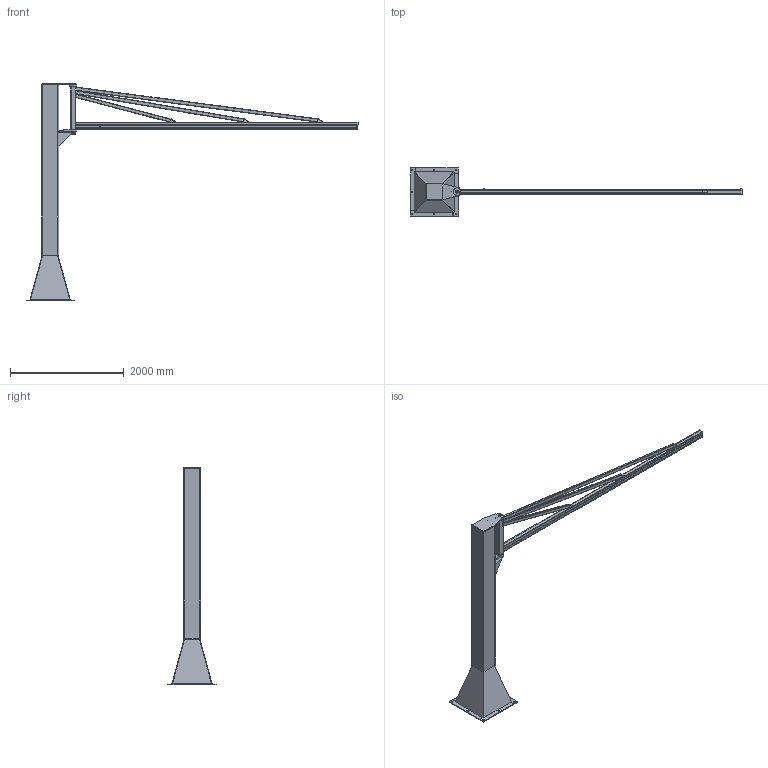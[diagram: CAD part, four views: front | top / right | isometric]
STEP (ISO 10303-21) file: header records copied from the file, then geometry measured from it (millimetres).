
FILE_DESCRIPTION(('STEP AP214'),'1');
FILE_NAME('PMH Pelarsvängkran Oden 500-5.stp','2013-08-15T14:36:59',(' '),(' '),'Spatial InterOp 3D',' ',' ');
FILE_SCHEMA(('automotive_design'));
Length unit declared in the file: millimetre
Products named in the file (66): O0500-5; Lagerbox V; KKR; Profil 6; Kil IV _ V; Kil Sida IV / V; Kil Ovansida IV / V; _ndstopp Profil 6; Hydraulrör, L=70; Polyfjäder 32s/12; Bultf_rband M10x100; M6S M10x100; DIN_985 M10; UNP80; PMH Pelarsvangkran Oden 500-5; Pelarfot V; Sida Pelarfot V; Plattstål Pelarfot V; Pelare V; KKR-profil 300; Förstärkningsplåt V; Undre Fästöra V; Övre Fästöra V; Axel V; Axelkant V; Distansbricka V; Hylsa V; Bultf_rband M8x70; M6S M8x70; DIN_985 M8; Broms Pelare V; Bromsback V; Bolt Assembly; Gängstång M10x150; M6M M10; Tryckfjäder Ø14/10,5, L=55
Assembly tree (65 placements, depth 5):
  PMH Pelarsvangkran Oden 500-5
    O0500-5
      Lagerbox V
      Lagerbox V
      KKR
      Profil 6
      Kil IV _ V
        Kil Sida IV / V
        Kil Sida IV / V
        Kil Ovansida IV / V
      Kil IV _ V
        Kil Sida IV / V
        Kil Sida IV / V
        Kil Ovansida IV / V
      Kil IV _ V
        Kil Sida IV / V
        Kil Sida IV / V
        Kil Ovansida IV / V
      _ndstopp Profil 6
        Hydraulrör, L=70
        Polyfjäder 32s/12
        Bultf_rband M10x100
          M6S M10x100
          DIN_985 M10
      Bultf_rband M10x100
        M6S M10x100
        DIN_985 M10
      UNP80
      KKR
      KKR
      KKR
    Pelare V
      Pelarfot V
        Sida Pelarfot V
        Sida Pelarfot V
        Sida Pelarfot V
        Sida Pelarfot V
        Plattstål Pelarfot V
        Plattstål Pelarfot V
        Plattstål Pelarfot V
        Plattstål Pelarfot V
      KKR-profil 300
      Förstärkningsplåt V
      Förstärkningsplåt V
      Undre Fästöra V
      Övre Fästöra V
      Axel V
        Axelkant V
        Axel V
        Distansbricka V
        Hylsa V
        Bultf_rband M8x70
          M6S M8x70
          DIN_985 M8
      Broms Pelare V
        Bromsback V
        Bolt Assembly
          Gängstång M10x150
          M6M M10
          M6M M10
Bounding box: 5828.4 x 846.8 x 3825 mm (x, y, z)
Volume: 325973745.4 mm3; surface area: 14843907.9 mm2
Topology: 51 solids, 51 shells, 524 faces, 1137 edges, 719 vertices
Faces by surface type: plane 308, cone 114, cylinder 96, bspline 6
Full cylindrical faces by diameter (mm): 4.5 x1, 7.28 x1, 8 x2, 9 x3, 9.1 x2, 10 x10, 11 x7, 12 x1, 13 x1, 15 x1, 17 x2, 26 x8, 32 x1, 40 x4, 40.5 x2, 55 x2, 56 x1, 132 x2
Entity records: 25937 total; most frequent: CARTESIAN_POINT 9574, DIRECTION 2314, ORIENTED_EDGE 2090, EDGE_CURVE 1045, AXIS2_PLACEMENT_3D 893, VERTEX_POINT 701, EDGE_LOOP 660, FACE_OUTER_BOUND 581
